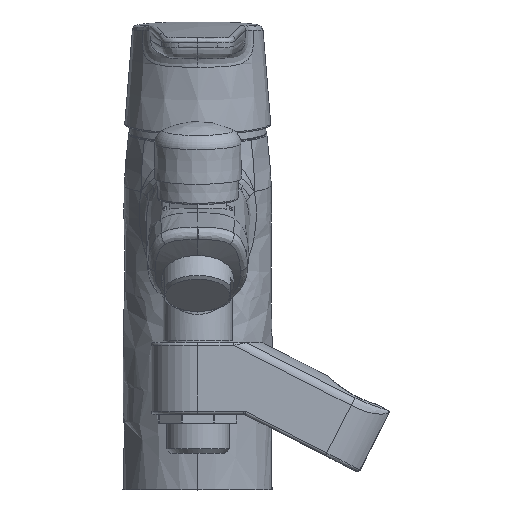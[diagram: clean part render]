
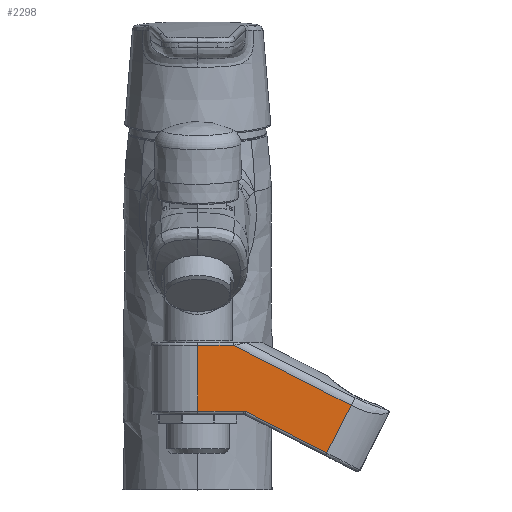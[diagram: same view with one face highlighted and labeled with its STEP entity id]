
A CAD part, top view. The second image highlights one B-rep face of the part: STEP entity #2298.
In plain terms, the highlighted planar face has unit normal (0, 0, 1).
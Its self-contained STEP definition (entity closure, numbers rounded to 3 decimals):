
#220 = ORIENTED_EDGE ( 'NONE', *, *, #22567, .F. ) ;
#704 = ORIENTED_EDGE ( 'NONE', *, *, #2071, .F. ) ;
#1039 = VECTOR ( 'NONE', #7675, 1000. ) ;
#1055 = LINE ( 'NONE', #21971, #1039 ) ;
#1913 = LINE ( 'NONE', #13768, #2167 ) ;
#2071 = EDGE_CURVE ( 'NONE', #20402, #5776, #21405, .T. ) ;
#2167 = VECTOR ( 'NONE', #4720, 1000. ) ;
#2298 = ADVANCED_FACE ( 'NONE', ( #20828 ), #6134, .F. ) ;
#3652 = VERTEX_POINT ( 'NONE', #7494 ) ;
#3788 = CARTESIAN_POINT ( 'NONE',  ( 15.26, 24.012, 132.014 ) ) ;
#3906 = VERTEX_POINT ( 'NONE', #8873 ) ;
#4720 = DIRECTION ( 'NONE',  ( -1., 0., 0. ) ) ;
#4825 = ORIENTED_EDGE ( 'NONE', *, *, #7772, .F. ) ;
#5117 = ORIENTED_EDGE ( 'NONE', *, *, #15746, .F. ) ;
#5633 = DIRECTION ( 'NONE',  ( 1., 0., 0. ) ) ;
#5665 = DIRECTION ( 'NONE',  ( 1., 0., 0. ) ) ;
#5776 = VERTEX_POINT ( 'NONE', #13540 ) ;
#5820 = DIRECTION ( 'NONE',  ( 0., 0., -1. ) ) ;
#5897 = CARTESIAN_POINT ( 'NONE',  ( 6.064, 49.569, 132.014 ) ) ;
#6134 = PLANE ( 'NONE',  #9532 ) ;
#7011 = CARTESIAN_POINT ( 'NONE',  ( 11.825, 48.012, 132.014 ) ) ;
#7386 = EDGE_CURVE ( 'NONE', #3652, #21039, #11379, .T. ) ;
#7494 = CARTESIAN_POINT ( 'NONE',  ( 0., 48.012, 132.014 ) ) ;
#7675 = DIRECTION ( 'NONE',  ( 0., 1., 0. ) ) ;
#7772 = EDGE_CURVE ( 'NONE', #3906, #20402, #10759, .T. ) ;
#8873 = CARTESIAN_POINT ( 'NONE',  ( 51.172, 27.964, 132.014 ) ) ;
#9532 = AXIS2_PLACEMENT_3D ( 'NONE', #5897, #5820, #5665 ) ;
#9778 = CARTESIAN_POINT ( 'NONE',  ( 29.624, 18.938, 132.014 ) ) ;
#9915 = ORIENTED_EDGE ( 'NONE', *, *, #7386, .F. ) ;
#10522 = VECTOR ( 'NONE', #13298, 1000. ) ;
#10759 = LINE ( 'NONE', #11503, #10522 ) ;
#11256 = AXIS2_PLACEMENT_3D ( 'NONE', #3788, #16426, #5633 ) ;
#11326 = VECTOR ( 'NONE', #16057, 1000. ) ;
#11379 = LINE ( 'NONE', #15098, #11326 ) ;
#11503 = CARTESIAN_POINT ( 'NONE',  ( 49.435, 24.556, 132.014 ) ) ;
#11520 = ORIENTED_EDGE ( 'NONE', *, *, #11557, .F. ) ;
#11557 = EDGE_CURVE ( 'NONE', #17847, #12445, #1913, .T. ) ;
#11792 = CARTESIAN_POINT ( 'NONE',  ( 0., 26.012, 132.014 ) ) ;
#11818 = EDGE_CURVE ( 'NONE', #12445, #3652, #1055, .T. ) ;
#12034 = EDGE_LOOP ( 'NONE', ( #11520, #220, #704, #4825, #5117, #9915, #15818 ) ) ;
#12445 = VERTEX_POINT ( 'NONE', #11792 ) ;
#13298 = DIRECTION ( 'NONE',  ( -0.454, -0.891, 0. ) ) ;
#13419 = CIRCLE ( 'NONE', #11256, 2. ) ;
#13446 = DIRECTION ( 'NONE',  ( -0.891, 0.454, 0. ) ) ;
#13540 = CARTESIAN_POINT ( 'NONE',  ( 16.168, 25.794, 132.014 ) ) ;
#13768 = CARTESIAN_POINT ( 'NONE',  ( 7.63, 26.012, 132.014 ) ) ;
#15098 = CARTESIAN_POINT ( 'NONE',  ( 2.948, 48.012, 132.014 ) ) ;
#15207 = DIRECTION ( 'NONE',  ( 0.891, -0.454, 0. ) ) ;
#15746 = EDGE_CURVE ( 'NONE', #21039, #3906, #20698, .T. ) ;
#15818 = ORIENTED_EDGE ( 'NONE', *, *, #11818, .F. ) ;
#16057 = DIRECTION ( 'NONE',  ( 1., 0., 0. ) ) ;
#16426 = DIRECTION ( 'NONE',  ( 0., 0., 1. ) ) ;
#17847 = VERTEX_POINT ( 'NONE', #18701 ) ;
#18701 = CARTESIAN_POINT ( 'NONE',  ( 15.26, 26.012, 132.014 ) ) ;
#19001 = CARTESIAN_POINT ( 'NONE',  ( 43.281, 31.984, 132.014 ) ) ;
#20402 = VERTEX_POINT ( 'NONE', #21875 ) ;
#20433 = VECTOR ( 'NONE', #15207, 1000. ) ;
#20698 = LINE ( 'NONE', #19001, #20433 ) ;
#20828 = FACE_OUTER_BOUND ( 'NONE', #12034, .T. ) ;
#21039 = VERTEX_POINT ( 'NONE', #7011 ) ;
#21352 = VECTOR ( 'NONE', #13446, 1000. ) ;
#21405 = LINE ( 'NONE', #9778, #21352 ) ;
#21875 = CARTESIAN_POINT ( 'NONE',  ( 43.079, 12.082, 132.014 ) ) ;
#21971 = CARTESIAN_POINT ( 'NONE',  ( 0., 37.012, 132.014 ) ) ;
#22567 = EDGE_CURVE ( 'NONE', #5776, #17847, #13419, .T. ) ;
